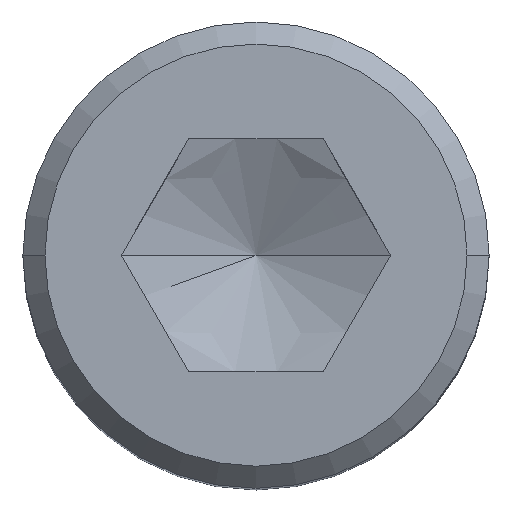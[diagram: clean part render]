
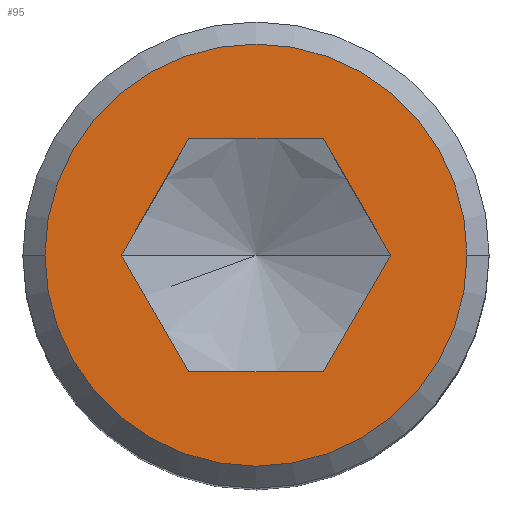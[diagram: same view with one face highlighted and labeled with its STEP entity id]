
A CAD part, top view. The second image highlights one B-rep face of the part: STEP entity #95.
In plain terms, the highlighted planar face has unit normal (0, 0, 1).
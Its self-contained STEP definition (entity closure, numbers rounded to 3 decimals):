
#95=ADVANCED_FACE('',(#177,#178),#179,.T.);
#177=FACE_BOUND('',#252,.T.);
#178=FACE_OUTER_BOUND('',#253,.T.);
#179=PLANE('',#254);
#252=EDGE_LOOP('',(#409,#410,#411,#412,#413,#414));
#253=EDGE_LOOP('',(#415,#416));
#254=AXIS2_PLACEMENT_3D('',#417,#418,#419);
#409=ORIENTED_EDGE('',*,*,#452,.T.);
#410=ORIENTED_EDGE('',*,*,#458,.T.);
#411=ORIENTED_EDGE('',*,*,#471,.T.);
#412=ORIENTED_EDGE('',*,*,#468,.T.);
#413=ORIENTED_EDGE('',*,*,#465,.T.);
#414=ORIENTED_EDGE('',*,*,#460,.T.);
#415=ORIENTED_EDGE('',*,*,#442,.F.);
#416=ORIENTED_EDGE('',*,*,#474,.F.);
#417=CARTESIAN_POINT('',(0.905,0.0,0.));
#418=DIRECTION('',(0.,-0.0,1.0));
#419=DIRECTION('',(-1.0,0.0,0.));
#442=EDGE_CURVE('',#515,#517,#518,.T.);
#452=EDGE_CURVE('',#535,#533,#536,.T.);
#458=EDGE_CURVE('',#533,#542,#544,.T.);
#460=EDGE_CURVE('',#546,#535,#547,.T.);
#465=EDGE_CURVE('',#552,#546,#553,.T.);
#468=EDGE_CURVE('',#556,#552,#557,.T.);
#471=EDGE_CURVE('',#542,#556,#560,.T.);
#474=EDGE_CURVE('',#517,#515,#563,.T.);
#515=VERTEX_POINT('',#610);
#517=VERTEX_POINT('',#613);
#518=CIRCLE('',#614,1.811);
#533=VERTEX_POINT('',#659);
#535=VERTEX_POINT('',#662);
#536=LINE('',#663,#664);
#542=VERTEX_POINT('',#689);
#544=LINE('',#692,#693);
#546=VERTEX_POINT('',#695);
#547=LINE('',#696,#697);
#552=VERTEX_POINT('',#712);
#553=LINE('',#713,#714);
#556=VERTEX_POINT('',#718);
#557=LINE('',#719,#720);
#560=LINE('',#724,#725);
#563=CIRCLE('',#728,1.811);
#610=CARTESIAN_POINT('',(1.811,0.0,0.));
#613=CARTESIAN_POINT('',(-1.811,0.,0.));
#614=AXIS2_PLACEMENT_3D('',#766,#767,#768);
#659=CARTESIAN_POINT('',(-0.577,1.0,0.));
#662=CARTESIAN_POINT('',(-1.155,0.,0.));
#663=CARTESIAN_POINT('',(-0.753,0.696,0.));
#664=VECTOR('',#773,1.);
#689=CARTESIAN_POINT('',(0.577,1.0,0.));
#692=CARTESIAN_POINT('',(0.453,1.0,0.));
#693=VECTOR('',#776,1.0);
#695=CARTESIAN_POINT('',(-0.577,-1.0,0.));
#696=CARTESIAN_POINT('',(-0.753,-0.696,0.));
#697=VECTOR('',#777,1.);
#712=CARTESIAN_POINT('',(0.577,-1.0,0.));
#713=CARTESIAN_POINT('',(0.453,-1.0,0.));
#714=VECTOR('',#779,1.0);
#718=CARTESIAN_POINT('',(1.155,0.,0.));
#719=CARTESIAN_POINT('',(0.979,-0.304,0.));
#720=VECTOR('',#781,1.0);
#724=CARTESIAN_POINT('',(0.979,0.304,0.));
#725=VECTOR('',#783,1.);
#728=AXIS2_PLACEMENT_3D('',#787,#788,#789);
#766=CARTESIAN_POINT('',(0.0,0.0,0.0));
#767=DIRECTION('',(0.,0.0,-1.0));
#768=DIRECTION('',(1.0,0.0,0.));
#773=DIRECTION('',(0.5,0.866,0.));
#776=DIRECTION('',(1.0,0.0,0.));
#777=DIRECTION('',(-0.5,0.866,0.));
#779=DIRECTION('',(-1.0,0.0,0.));
#781=DIRECTION('',(-0.5,-0.866,0.));
#783=DIRECTION('',(0.5,-0.866,0.));
#787=CARTESIAN_POINT('',(0.0,0.0,0.0));
#788=DIRECTION('',(0.,0.0,-1.0));
#789=DIRECTION('',(1.0,0.0,0.));
